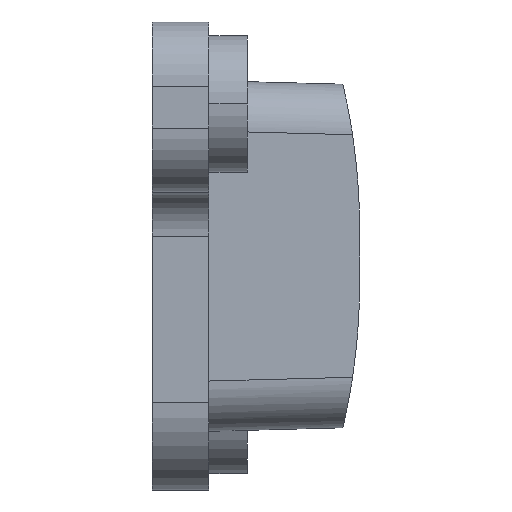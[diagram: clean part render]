
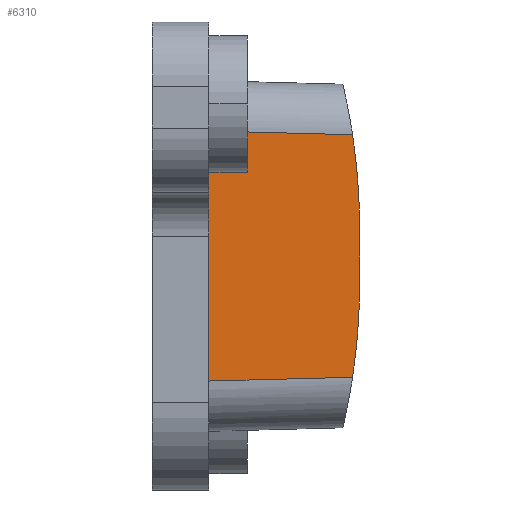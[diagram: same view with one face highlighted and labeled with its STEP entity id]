
A CAD part, left-side view. The second image highlights one B-rep face of the part: STEP entity #6310.
In plain terms, the highlighted planar face has unit normal (-1, -0.026, 0).
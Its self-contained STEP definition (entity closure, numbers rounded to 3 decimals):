
#3890=CARTESIAN_POINT('',(18.383,-24.015,
-29.55));
#3900=VERTEX_POINT('',#3890);
#4370=CARTESIAN_POINT('',(18.359,-23.093,
-41.828));
#4380=VERTEX_POINT('',#4370);
#4410=CARTESIAN_POINT('',(16.236,57.985,
-29.571));
#4420=DIRECTION('',(-1.,-0.026,-0.));
#4430=DIRECTION('',(-0.026,1.,0.));
#4440=AXIS2_PLACEMENT_3D('',#4410,#4420,#4430);
#4450=ELLIPSE('',#4440,82.028,82.);
#4460=EDGE_CURVE('',#4380,#3900,#4450,.T.);
#5840=CARTESIAN_POINT('',(17.87,-4.412,0.));
#5850=DIRECTION('',(-1.,-0.026,-0.));
#5860=DIRECTION('',(-0.026,1.,0.));
#5870=AXIS2_PLACEMENT_3D('',#5840,#5850,#5860);
#5880=PLANE('',#5870);
#5890=CARTESIAN_POINT('',(18.383,-24.015,0.));
#5900=DIRECTION('',(0.,0.,-1.));
#5910=VECTOR('',#5900,1.);
#5920=LINE('',#5890,#5910);
#5930=CARTESIAN_POINT('',(18.383,-24.015,
-22.75));
#5940=VERTEX_POINT('',#5930);
#5950=EDGE_CURVE('',#5940,#3900,#5920,.T.);
#5960=ORIENTED_EDGE('',*,*,#5950,.F.);
#5970=ORIENTED_EDGE('',*,*,#4460,.T.);
#5980=CARTESIAN_POINT('',(17.759,-0.17,
-42.428));
#5990=DIRECTION('',(-0.026,0.999,
-0.026));
#6000=VECTOR('',#5990,1.);
#6010=LINE('',#5980,#6000);
#6020=CARTESIAN_POINT('',(17.873,-4.515,
-42.315));
#6030=VERTEX_POINT('',#6020);
#6040=EDGE_CURVE('',#4380,#6030,#6010,.T.);
#6050=ORIENTED_EDGE('',*,*,#6040,.F.);
#6060=CARTESIAN_POINT('',(17.873,-4.515,0.));
#6070=DIRECTION('',(0.,-0.,-1.));
#6080=VECTOR('',#6070,1.);
#6090=LINE('',#6060,#6080);
#6100=CARTESIAN_POINT('',(17.873,-4.515,
-9.985));
#6110=VERTEX_POINT('',#6100);
#6120=EDGE_CURVE('',#6110,#6030,#6090,.T.);
#6130=ORIENTED_EDGE('',*,*,#6120,.T.);
#6140=CARTESIAN_POINT('',(17.759,-0.17,
-9.872));
#6150=DIRECTION('',(-0.026,0.999,
0.026));
#6160=VECTOR('',#6150,1.);
#6170=LINE('',#6140,#6160);
#6180=CARTESIAN_POINT('',(18.359,-23.093,
-10.472));
#6190=VERTEX_POINT('',#6180);
#6200=EDGE_CURVE('',#6190,#6110,#6170,.T.);
#6210=ORIENTED_EDGE('',*,*,#6200,.T.);
#6220=CARTESIAN_POINT('',(16.236,57.985,
-22.729));
#6230=DIRECTION('',(-1.,-0.026,-0.));
#6240=DIRECTION('',(-0.026,1.,0.));
#6250=AXIS2_PLACEMENT_3D('',#6220,#6230,#6240);
#6260=ELLIPSE('',#6250,82.028,82.);
#6270=EDGE_CURVE('',#5940,#6190,#6260,.T.);
#6280=ORIENTED_EDGE('',*,*,#6270,.T.);
#6290=EDGE_LOOP('',(#6280,#6210,#6130,#6050,#5970,#5960));
#6300=FACE_OUTER_BOUND('',#6290,.T.);
#6310=ADVANCED_FACE('',(#6300),#5880,.T.);
